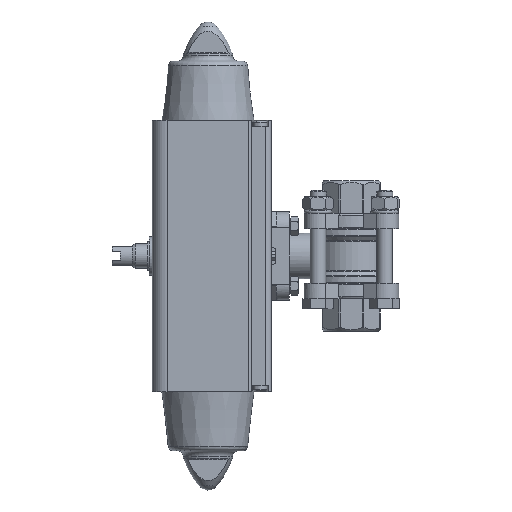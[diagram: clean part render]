
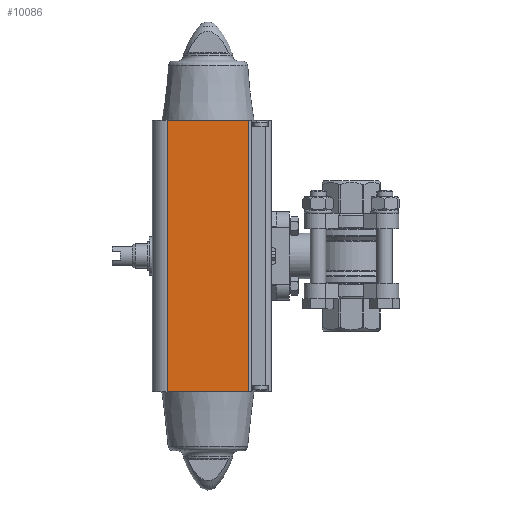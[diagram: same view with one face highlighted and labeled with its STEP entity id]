
A CAD part, left-side view. The second image highlights one B-rep face of the part: STEP entity #10086.
In plain terms, the highlighted planar face has unit normal (-1, 0, 0).
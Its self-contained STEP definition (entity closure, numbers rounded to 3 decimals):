
#2818=ORIENTED_EDGE('',*,*,#4612,.T.);
#2819=ORIENTED_EDGE('',*,*,#4655,.F.);
#2820=ORIENTED_EDGE('',*,*,#4640,.F.);
#2821=ORIENTED_EDGE('',*,*,#4656,.T.);
#4612=EDGE_CURVE('',#5702,#5701,#6512,.T.);
#4640=EDGE_CURVE('',#5725,#5726,#6530,.T.);
#4655=EDGE_CURVE('',#5726,#5701,#6532,.T.);
#4656=EDGE_CURVE('',#5725,#5702,#6533,.T.);
#5701=VERTEX_POINT('',#17043);
#5702=VERTEX_POINT('',#17045);
#5725=VERTEX_POINT('',#17099);
#5726=VERTEX_POINT('',#17101);
#6512=LINE('',#17044,#7285);
#6530=LINE('',#17100,#7303);
#6532=LINE('',#17188,#7305);
#6533=LINE('',#17189,#7306);
#7285=VECTOR('',#13331,1000.);
#7303=VECTOR('',#13377,1000.);
#7305=VECTOR('',#13403,1000.);
#7306=VECTOR('',#13404,1000.);
#8115=EDGE_LOOP('',(#2818,#2819,#2820,#2821));
#8978=FACE_BOUND('',#8115,.T.);
#9556=PLANE('',#11113);
#10086=ADVANCED_FACE('',(#8978),#9556,.F.);
#11113=AXIS2_PLACEMENT_3D('',#17187,#13401,#13402);
#13331=DIRECTION('',(0.,-1.,0.));
#13377=DIRECTION('',(0.,-1.,0.));
#13401=DIRECTION('',(1.,0.,0.));
#13402=DIRECTION('',(0.,0.,-1.));
#13403=DIRECTION('',(0.,0.,-1.));
#13404=DIRECTION('',(0.,0.,-1.));
#17043=CARTESIAN_POINT('',(-27.7,-20.446,-67.65));
#17044=CARTESIAN_POINT('',(-27.7,20.3,-67.65));
#17045=CARTESIAN_POINT('',(-27.7,20.3,-67.65));
#17099=CARTESIAN_POINT('',(-27.7,20.3,67.65));
#17100=CARTESIAN_POINT('',(-27.7,20.3,67.65));
#17101=CARTESIAN_POINT('',(-27.7,-20.446,67.65));
#17187=CARTESIAN_POINT('',(-27.7,20.3,67.65));
#17188=CARTESIAN_POINT('',(-27.7,-20.446,67.65));
#17189=CARTESIAN_POINT('',(-27.7,20.3,67.65));
